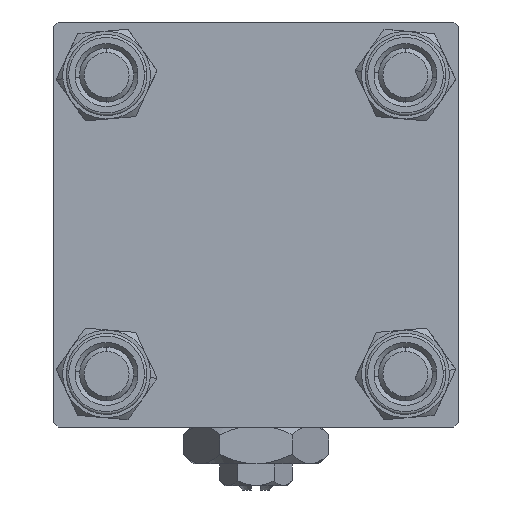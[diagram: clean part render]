
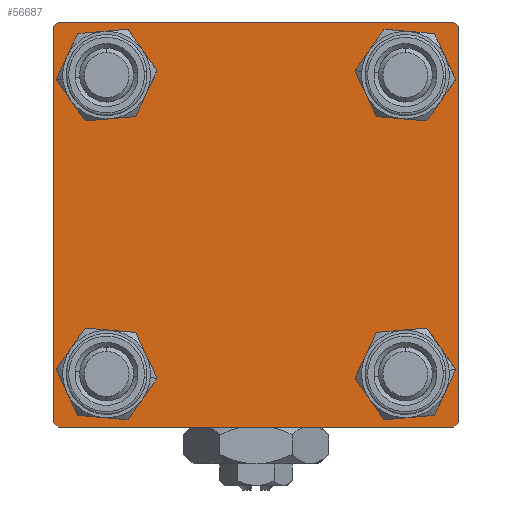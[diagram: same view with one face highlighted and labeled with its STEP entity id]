
A CAD part, left-side view. The second image highlights one B-rep face of the part: STEP entity #56687.
In plain terms, the highlighted planar face has unit normal (-1, 0, 0).
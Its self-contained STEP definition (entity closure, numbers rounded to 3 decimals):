
#917 = FACE_BOUND ( 'NONE', #40262, .T. ) ;
#1208 = VECTOR ( 'NONE', #28502, 1000. ) ;
#1438 = VERTEX_POINT ( 'NONE', #13960 ) ;
#1838 = CARTESIAN_POINT ( 'NONE',  ( 0., 22.25, -22.25 ) ) ;
#2593 = EDGE_CURVE ( 'NONE', #38727, #27423, #7720, .T. ) ;
#2696 = DIRECTION ( 'NONE',  ( 1., 0., 0. ) ) ;
#3467 = ORIENTED_EDGE ( 'NONE', *, *, #15590, .T. ) ;
#4240 = ORIENTED_EDGE ( 'NONE', *, *, #28541, .T. ) ;
#4648 = EDGE_LOOP ( 'NONE', ( #58157, #11569, #9326, #30045, #52607, #3467, #48492, #21447 ) ) ;
#5322 = DIRECTION ( 'NONE',  ( 0., 0., -1. ) ) ;
#6240 = DIRECTION ( 'NONE',  ( 0., 0., 1. ) ) ;
#6360 = CARTESIAN_POINT ( 'NONE',  ( 0., -16.6, 20.1 ) ) ;
#7076 = AXIS2_PLACEMENT_3D ( 'NONE', #11829, #25441, #16263 ) ;
#7223 = CARTESIAN_POINT ( 'NONE',  ( 0., -16.6, -13.1 ) ) ;
#7371 = CARTESIAN_POINT ( 'NONE',  ( 0., 16.6, 16.6 ) ) ;
#7567 = AXIS2_PLACEMENT_3D ( 'NONE', #20383, #34011, #46453 ) ;
#7720 = LINE ( 'NONE', #38838, #54042 ) ;
#9326 = ORIENTED_EDGE ( 'NONE', *, *, #49029, .T. ) ;
#9417 = CARTESIAN_POINT ( 'NONE',  ( 0., 22., -22.5 ) ) ;
#10817 = CIRCLE ( 'NONE', #25961, 3.5 ) ;
#11252 = AXIS2_PLACEMENT_3D ( 'NONE', #48279, #2696, #21625 ) ;
#11569 = ORIENTED_EDGE ( 'NONE', *, *, #42218, .T. ) ;
#11829 = CARTESIAN_POINT ( 'NONE',  ( 0., 16.6, -16.6 ) ) ;
#12271 = EDGE_LOOP ( 'NONE', ( #47776, #13788 ) ) ;
#12418 = VERTEX_POINT ( 'NONE', #23377 ) ;
#12449 = DIRECTION ( 'NONE',  ( 0., 0., 1. ) ) ;
#12714 = LINE ( 'NONE', #57128, #17535 ) ;
#13030 = DIRECTION ( 'NONE',  ( 1., 0., 0. ) ) ;
#13788 = ORIENTED_EDGE ( 'NONE', *, *, #28601, .T. ) ;
#13960 = CARTESIAN_POINT ( 'NONE',  ( 0., 16.6, -20.1 ) ) ;
#15043 = VERTEX_POINT ( 'NONE', #19379 ) ;
#15081 = DIRECTION ( 'NONE',  ( 0., -1., 0. ) ) ;
#15334 = ORIENTED_EDGE ( 'NONE', *, *, #18535, .T. ) ;
#15528 = ORIENTED_EDGE ( 'NONE', *, *, #58101, .T. ) ;
#15590 = EDGE_CURVE ( 'NONE', #32704, #15043, #33683, .T. ) ;
#15881 = CARTESIAN_POINT ( 'NONE',  ( 0., -22.25, 22.25 ) ) ;
#16243 = LINE ( 'NONE', #34332, #54358 ) ;
#16263 = DIRECTION ( 'NONE',  ( 0., 0., 1. ) ) ;
#16332 = VERTEX_POINT ( 'NONE', #49828 ) ;
#17014 = EDGE_LOOP ( 'NONE', ( #42166, #15528 ) ) ;
#17535 = VECTOR ( 'NONE', #30785, 1000. ) ;
#17881 = AXIS2_PLACEMENT_3D ( 'NONE', #52726, #13030, #12449 ) ;
#18338 = LINE ( 'NONE', #27229, #23592 ) ;
#18535 = EDGE_CURVE ( 'NONE', #1438, #50675, #28821, .T. ) ;
#18671 = FACE_OUTER_BOUND ( 'NONE', #4648, .T. ) ;
#18696 = VERTEX_POINT ( 'NONE', #9417 ) ;
#18817 = AXIS2_PLACEMENT_3D ( 'NONE', #22680, #26560, #36323 ) ;
#18974 = DIRECTION ( 'NONE',  ( -1., 0., 0. ) ) ;
#19027 = CARTESIAN_POINT ( 'NONE',  ( 0., -22., -22.5 ) ) ;
#19185 = DIRECTION ( 'NONE',  ( 0., 0., 1. ) ) ;
#19379 = CARTESIAN_POINT ( 'NONE',  ( 0., -22., 22.5 ) ) ;
#20267 = EDGE_CURVE ( 'NONE', #55637, #15043, #38525, .T. ) ;
#20383 = CARTESIAN_POINT ( 'NONE',  ( 0., -16.6, 16.6 ) ) ;
#20736 = AXIS2_PLACEMENT_3D ( 'NONE', #22195, #48851, #40548 ) ;
#20760 = CARTESIAN_POINT ( 'NONE',  ( 0., -16.6, -20.1 ) ) ;
#21447 = ORIENTED_EDGE ( 'NONE', *, *, #41869, .T. ) ;
#21625 = DIRECTION ( 'NONE',  ( 0., 0., 1. ) ) ;
#22195 = CARTESIAN_POINT ( 'NONE',  ( 0., -16.6, -16.6 ) ) ;
#22277 = VERTEX_POINT ( 'NONE', #20760 ) ;
#22680 = CARTESIAN_POINT ( 'NONE',  ( 0., -16.6, 16.6 ) ) ;
#23377 = CARTESIAN_POINT ( 'NONE',  ( 0., 16.6, 13.1 ) ) ;
#23411 = FACE_BOUND ( 'NONE', #17014, .T. ) ;
#23452 = LINE ( 'NONE', #1838, #1208 ) ;
#23592 = VECTOR ( 'NONE', #5322, 1000. ) ;
#23885 = VERTEX_POINT ( 'NONE', #6360 ) ;
#23937 = VERTEX_POINT ( 'NONE', #7223 ) ;
#24527 = CIRCLE ( 'NONE', #11252, 3.5 ) ;
#25173 = DIRECTION ( 'NONE',  ( 0., -1., 0. ) ) ;
#25328 = DIRECTION ( 'NONE',  ( 0., 0.707, -0.707 ) ) ;
#25417 = AXIS2_PLACEMENT_3D ( 'NONE', #46798, #18974, #6240 ) ;
#25429 = DIRECTION ( 'NONE',  ( 0., 0., 1. ) ) ;
#25441 = DIRECTION ( 'NONE',  ( 1., 0., 0. ) ) ;
#25961 = AXIS2_PLACEMENT_3D ( 'NONE', #7371, #51529, #25429 ) ;
#26560 = DIRECTION ( 'NONE',  ( 1., 0., 0. ) ) ;
#27229 = CARTESIAN_POINT ( 'NONE',  ( 0., -22.5, 22.5 ) ) ;
#27423 = VERTEX_POINT ( 'NONE', #51276 ) ;
#28502 = DIRECTION ( 'NONE',  ( 0., -0.707, -0.707 ) ) ;
#28541 = EDGE_CURVE ( 'NONE', #55618, #12418, #39687, .T. ) ;
#28601 = EDGE_CURVE ( 'NONE', #22277, #23937, #24527, .T. ) ;
#28675 = EDGE_CURVE ( 'NONE', #32704, #27423, #18338, .T. ) ;
#28821 = CIRCLE ( 'NONE', #7076, 3.5 ) ;
#30045 = ORIENTED_EDGE ( 'NONE', *, *, #2593, .T. ) ;
#30188 = CARTESIAN_POINT ( 'NONE',  ( 0., -16.6, 13.1 ) ) ;
#30282 = CIRCLE ( 'NONE', #7567, 3.5 ) ;
#30785 = DIRECTION ( 'NONE',  ( 0., 0., -1. ) ) ;
#30812 = EDGE_CURVE ( 'NONE', #23885, #54145, #30282, .T. ) ;
#32187 = CARTESIAN_POINT ( 'NONE',  ( 0., 16.6, -13.1 ) ) ;
#32704 = VERTEX_POINT ( 'NONE', #51540 ) ;
#33683 = LINE ( 'NONE', #15881, #43860 ) ;
#34011 = DIRECTION ( 'NONE',  ( 1., 0., 0. ) ) ;
#34332 = CARTESIAN_POINT ( 'NONE',  ( 0., 22.5, -22.5 ) ) ;
#34787 = CARTESIAN_POINT ( 'NONE',  ( 0., 16.6, 20.1 ) ) ;
#36024 = VERTEX_POINT ( 'NONE', #53211 ) ;
#36323 = DIRECTION ( 'NONE',  ( 0., 0., 1. ) ) ;
#36813 = CIRCLE ( 'NONE', #20736, 3.5 ) ;
#37053 = PLANE ( 'NONE',  #25417 ) ;
#37559 = DIRECTION ( 'NONE',  ( 1., 0., 0. ) ) ;
#37854 = EDGE_LOOP ( 'NONE', ( #50177, #15334 ) ) ;
#38146 = CARTESIAN_POINT ( 'NONE',  ( 0., 16.6, -16.6 ) ) ;
#38368 = CARTESIAN_POINT ( 'NONE',  ( 0., 22., 22.5 ) ) ;
#38525 = LINE ( 'NONE', #47388, #54369 ) ;
#38727 = VERTEX_POINT ( 'NONE', #19027 ) ;
#38838 = CARTESIAN_POINT ( 'NONE',  ( 0., -22.25, -22.25 ) ) ;
#39687 = CIRCLE ( 'NONE', #17881, 3.5 ) ;
#40262 = EDGE_LOOP ( 'NONE', ( #4240, #53244 ) ) ;
#40548 = DIRECTION ( 'NONE',  ( 0., 0., 1. ) ) ;
#41869 = EDGE_CURVE ( 'NONE', #55637, #36024, #43111, .T. ) ;
#42166 = ORIENTED_EDGE ( 'NONE', *, *, #30812, .T. ) ;
#42218 = EDGE_CURVE ( 'NONE', #16332, #18696, #23452, .T. ) ;
#43111 = LINE ( 'NONE', #57898, #46590 ) ;
#43860 = VECTOR ( 'NONE', #46701, 1000. ) ;
#44008 = CIRCLE ( 'NONE', #50613, 3.5 ) ;
#44374 = CIRCLE ( 'NONE', #18817, 3.5 ) ;
#45624 = FACE_BOUND ( 'NONE', #37854, .T. ) ;
#45924 = FACE_BOUND ( 'NONE', #12271, .T. ) ;
#46453 = DIRECTION ( 'NONE',  ( 0., 0., 1. ) ) ;
#46590 = VECTOR ( 'NONE', #25328, 1000. ) ;
#46701 = DIRECTION ( 'NONE',  ( 0., 0.707, 0.707 ) ) ;
#46798 = CARTESIAN_POINT ( 'NONE',  ( 0., 0., 0. ) ) ;
#47370 = EDGE_CURVE ( 'NONE', #12418, #55618, #10817, .T. ) ;
#47388 = CARTESIAN_POINT ( 'NONE',  ( 0., 22.5, 22.5 ) ) ;
#47776 = ORIENTED_EDGE ( 'NONE', *, *, #57846, .T. ) ;
#48279 = CARTESIAN_POINT ( 'NONE',  ( 0., -16.6, -16.6 ) ) ;
#48492 = ORIENTED_EDGE ( 'NONE', *, *, #20267, .F. ) ;
#48851 = DIRECTION ( 'NONE',  ( 1., 0., 0. ) ) ;
#49029 = EDGE_CURVE ( 'NONE', #18696, #38727, #16243, .T. ) ;
#49828 = CARTESIAN_POINT ( 'NONE',  ( 0., 22.5, -22. ) ) ;
#50177 = ORIENTED_EDGE ( 'NONE', *, *, #55270, .T. ) ;
#50613 = AXIS2_PLACEMENT_3D ( 'NONE', #38146, #37559, #19185 ) ;
#50675 = VERTEX_POINT ( 'NONE', #32187 ) ;
#51276 = CARTESIAN_POINT ( 'NONE',  ( 0., -22.5, -22. ) ) ;
#51529 = DIRECTION ( 'NONE',  ( 1., 0., 0. ) ) ;
#51540 = CARTESIAN_POINT ( 'NONE',  ( 0., -22.5, 22. ) ) ;
#52607 = ORIENTED_EDGE ( 'NONE', *, *, #28675, .F. ) ;
#52726 = CARTESIAN_POINT ( 'NONE',  ( 0., 16.6, 16.6 ) ) ;
#53211 = CARTESIAN_POINT ( 'NONE',  ( 0., 22.5, 22. ) ) ;
#53244 = ORIENTED_EDGE ( 'NONE', *, *, #47370, .T. ) ;
#54042 = VECTOR ( 'NONE', #56880, 1000. ) ;
#54145 = VERTEX_POINT ( 'NONE', #30188 ) ;
#54358 = VECTOR ( 'NONE', #15081, 1000. ) ;
#54369 = VECTOR ( 'NONE', #25173, 1000. ) ;
#55082 = EDGE_CURVE ( 'NONE', #36024, #16332, #12714, .T. ) ;
#55270 = EDGE_CURVE ( 'NONE', #50675, #1438, #44008, .T. ) ;
#55618 = VERTEX_POINT ( 'NONE', #34787 ) ;
#55637 = VERTEX_POINT ( 'NONE', #38368 ) ;
#56687 = ADVANCED_FACE ( 'NONE', ( #23411, #45924, #45624, #917, #18671 ), #37053, .T. ) ;
#56880 = DIRECTION ( 'NONE',  ( 0., -0.707, 0.707 ) ) ;
#57128 = CARTESIAN_POINT ( 'NONE',  ( 0., 22.5, 22.5 ) ) ;
#57846 = EDGE_CURVE ( 'NONE', #23937, #22277, #36813, .T. ) ;
#57898 = CARTESIAN_POINT ( 'NONE',  ( 0., 22.25, 22.25 ) ) ;
#58101 = EDGE_CURVE ( 'NONE', #54145, #23885, #44374, .T. ) ;
#58157 = ORIENTED_EDGE ( 'NONE', *, *, #55082, .T. ) ;
